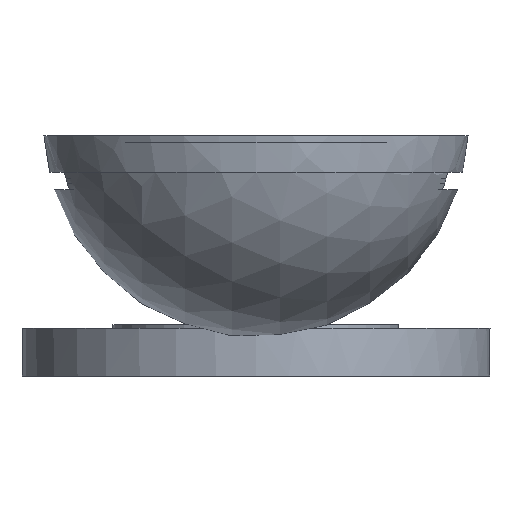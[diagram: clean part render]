
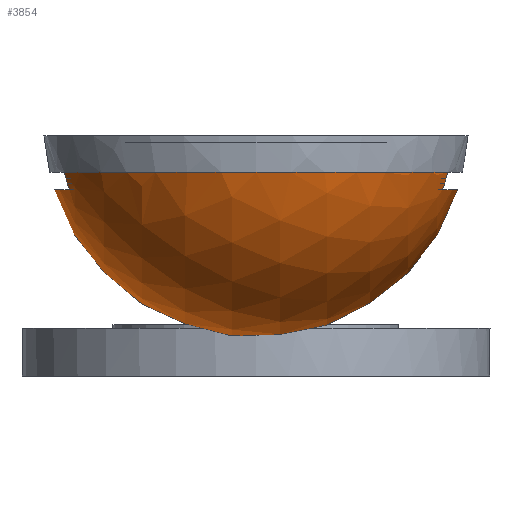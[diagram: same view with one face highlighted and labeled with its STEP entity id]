
A CAD part, left-side view. The second image highlights one B-rep face of the part: STEP entity #3854.
In plain terms, the highlighted spherical face has radius 49 mm.
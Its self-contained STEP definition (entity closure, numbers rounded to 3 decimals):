
#3217=CARTESIAN_POINT('',(18.,43.546,77.5));
#3218=VERTEX_POINT('',#3217);
#3219=CARTESIAN_POINT('',(18.,-43.546,77.5));
#3220=VERTEX_POINT('',#3219);
#3362=CARTESIAN_POINT('',(-18.,43.546,77.5));
#3363=VERTEX_POINT('',#3362);
#3364=CARTESIAN_POINT('',(-18.,-43.546,77.5));
#3365=VERTEX_POINT('',#3364);
#3468=CARTESIAN_POINT('',(-18.,-43.842,78.5));
#3469=VERTEX_POINT('',#3468);
#3470=CARTESIAN_POINT('',(-18.,0.,90.945));
#3471=DIRECTION('',(-1.,-0.,-0.));
#3472=DIRECTION('',(-0.,0.,1.));
#3473=AXIS2_PLACEMENT_3D('',#3470,#3471,#3472);
#3474=CIRCLE('',#3473,45.574);
#3475=EDGE_CURVE('',#3365,#3469,#3474,.T.);
#3493=CARTESIAN_POINT('',(18.,-43.054,76.));
#3494=VERTEX_POINT('',#3493);
#3502=CARTESIAN_POINT('',(-18.,-43.054,76.));
#3503=VERTEX_POINT('',#3502);
#3510=CARTESIAN_POINT('',(0.,-0.,76.));
#3511=DIRECTION('',(0.,0.,-1.));
#3512=DIRECTION('',(-1.,0.,0.));
#3513=AXIS2_PLACEMENT_3D('',#3510,#3511,#3512);
#3514=CIRCLE('',#3513,46.665);
#3515=EDGE_CURVE('',#3494,#3503,#3514,.T.);
#3525=CARTESIAN_POINT('',(18.,-43.842,78.5));
#3526=VERTEX_POINT('',#3525);
#3527=CARTESIAN_POINT('',(18.,0.,90.945));
#3528=DIRECTION('',(1.,0.,0.));
#3529=DIRECTION('',(-0.,0.,1.));
#3530=AXIS2_PLACEMENT_3D('',#3527,#3528,#3529);
#3531=CIRCLE('',#3530,45.574);
#3532=EDGE_CURVE('',#3526,#3220,#3531,.T.);
#3550=CARTESIAN_POINT('',(18.,43.842,78.5));
#3551=VERTEX_POINT('',#3550);
#3552=CARTESIAN_POINT('',(18.,-0.,90.945));
#3553=DIRECTION('',(1.,0.,0.));
#3554=DIRECTION('',(-0.,0.,1.));
#3555=AXIS2_PLACEMENT_3D('',#3552,#3553,#3554);
#3556=CIRCLE('',#3555,45.574);
#3557=EDGE_CURVE('',#3218,#3551,#3556,.T.);
#3576=CARTESIAN_POINT('',(18.,43.054,76.));
#3577=VERTEX_POINT('',#3576);
#3578=CARTESIAN_POINT('',(18.,-0.,90.945));
#3579=DIRECTION('',(1.,0.,0.));
#3580=DIRECTION('',(0.,0.,-1.));
#3581=AXIS2_PLACEMENT_3D('',#3578,#3579,#3580);
#3582=CIRCLE('',#3581,45.574);
#3583=EDGE_CURVE('',#3577,#3218,#3582,.T.);
#3595=CARTESIAN_POINT('',(18.,-0.,90.945));
#3596=DIRECTION('',(1.,0.,0.));
#3597=DIRECTION('',(0.,0.,-1.));
#3598=AXIS2_PLACEMENT_3D('',#3595,#3596,#3597);
#3599=CIRCLE('',#3598,45.574);
#3600=EDGE_CURVE('',#3220,#3494,#3599,.T.);
#3611=CARTESIAN_POINT('',(-18.,43.054,76.));
#3612=VERTEX_POINT('',#3611);
#3621=CARTESIAN_POINT('',(0.,-0.,76.));
#3622=DIRECTION('',(0.,0.,-1.));
#3623=DIRECTION('',(-1.,0.,0.));
#3624=AXIS2_PLACEMENT_3D('',#3621,#3622,#3623);
#3625=CIRCLE('',#3624,46.665);
#3626=EDGE_CURVE('',#3612,#3577,#3625,.T.);
#3636=CARTESIAN_POINT('',(-18.,-0.,90.945));
#3637=DIRECTION('',(-1.,0.,0.));
#3638=DIRECTION('',(0.,0.,1.));
#3639=AXIS2_PLACEMENT_3D('',#3636,#3637,#3638);
#3640=CIRCLE('',#3639,45.574);
#3641=EDGE_CURVE('',#3363,#3612,#3640,.T.);
#3644=CARTESIAN_POINT('',(-18.,-0.,90.945));
#3645=DIRECTION('',(-1.,0.,0.));
#3646=DIRECTION('',(0.,0.,1.));
#3647=AXIS2_PLACEMENT_3D('',#3644,#3645,#3646);
#3648=CIRCLE('',#3647,45.574);
#3649=EDGE_CURVE('',#3503,#3365,#3648,.T.);
#3665=CARTESIAN_POINT('',(-18.,43.842,78.5));
#3666=VERTEX_POINT('',#3665);
#3667=CARTESIAN_POINT('',(-18.,-0.,90.945));
#3668=DIRECTION('',(-1.,-0.,-0.));
#3669=DIRECTION('',(-0.,0.,1.));
#3670=AXIS2_PLACEMENT_3D('',#3667,#3668,#3669);
#3671=CIRCLE('',#3670,45.574);
#3672=EDGE_CURVE('',#3666,#3363,#3671,.T.);
#3734=CARTESIAN_POINT('',(18.,44.24,80.));
#3735=VERTEX_POINT('',#3734);
#3742=CARTESIAN_POINT('',(18.,-0.,90.945));
#3743=DIRECTION('',(1.,0.,0.));
#3744=DIRECTION('',(0.,0.,-1.));
#3745=AXIS2_PLACEMENT_3D('',#3742,#3743,#3744);
#3746=CIRCLE('',#3745,45.574);
#3747=EDGE_CURVE('',#3551,#3735,#3746,.T.);
#3750=CARTESIAN_POINT('',(18.,-44.24,80.));
#3751=VERTEX_POINT('',#3750);
#3752=CARTESIAN_POINT('',(18.,-0.,90.945));
#3753=DIRECTION('',(1.,0.,0.));
#3754=DIRECTION('',(0.,0.,-1.));
#3755=AXIS2_PLACEMENT_3D('',#3752,#3753,#3754);
#3756=CIRCLE('',#3755,45.574);
#3757=EDGE_CURVE('',#3751,#3526,#3756,.T.);
#3784=CARTESIAN_POINT('',(-18.,-44.24,80.));
#3785=VERTEX_POINT('',#3784);
#3792=CARTESIAN_POINT('',(-18.,-0.,90.945));
#3793=DIRECTION('',(-1.,0.,0.));
#3794=DIRECTION('',(0.,0.,1.));
#3795=AXIS2_PLACEMENT_3D('',#3792,#3793,#3794);
#3796=CIRCLE('',#3795,45.574);
#3797=EDGE_CURVE('',#3469,#3785,#3796,.T.);
#3800=CARTESIAN_POINT('',(-18.,44.24,80.));
#3801=VERTEX_POINT('',#3800);
#3802=CARTESIAN_POINT('',(-18.,-0.,90.945));
#3803=DIRECTION('',(-1.,0.,0.));
#3804=DIRECTION('',(0.,0.,1.));
#3805=AXIS2_PLACEMENT_3D('',#3802,#3803,#3804);
#3806=CIRCLE('',#3805,45.574);
#3807=EDGE_CURVE('',#3801,#3666,#3806,.T.);
#3819=CARTESIAN_POINT('',(0.,-0.,90.945));
#3820=DIRECTION('',(-0.,-1.,0.));
#3821=DIRECTION('',(1.,-0.,-0.));
#3822=AXIS2_PLACEMENT_3D('',#3819,#3820,#3821);
#3823=SPHERICAL_SURFACE('',#3822,49.);
#3824=CARTESIAN_POINT('',(0.,-0.,80.));
#3825=DIRECTION('',(0.,0.,1.));
#3826=DIRECTION('',(1.,0.,-0.));
#3827=AXIS2_PLACEMENT_3D('',#3824,#3825,#3826);
#3828=CIRCLE('',#3827,47.762);
#3829=EDGE_CURVE('',#3801,#3785,#3828,.T.);
#3830=ORIENTED_EDGE('',*,*,#3829,.F.);
#3831=ORIENTED_EDGE('',*,*,#3807,.T.);
#3832=ORIENTED_EDGE('',*,*,#3672,.T.);
#3833=ORIENTED_EDGE('',*,*,#3641,.T.);
#3834=ORIENTED_EDGE('',*,*,#3626,.T.);
#3835=ORIENTED_EDGE('',*,*,#3583,.T.);
#3836=ORIENTED_EDGE('',*,*,#3557,.T.);
#3837=ORIENTED_EDGE('',*,*,#3747,.T.);
#3838=CARTESIAN_POINT('',(0.,-0.,80.));
#3839=DIRECTION('',(0.,0.,1.));
#3840=DIRECTION('',(1.,0.,-0.));
#3841=AXIS2_PLACEMENT_3D('',#3838,#3839,#3840);
#3842=CIRCLE('',#3841,47.762);
#3843=EDGE_CURVE('',#3751,#3735,#3842,.T.);
#3844=ORIENTED_EDGE('',*,*,#3843,.F.);
#3845=ORIENTED_EDGE('',*,*,#3757,.T.);
#3846=ORIENTED_EDGE('',*,*,#3532,.T.);
#3847=ORIENTED_EDGE('',*,*,#3600,.T.);
#3848=ORIENTED_EDGE('',*,*,#3515,.T.);
#3849=ORIENTED_EDGE('',*,*,#3649,.T.);
#3850=ORIENTED_EDGE('',*,*,#3475,.T.);
#3851=ORIENTED_EDGE('',*,*,#3797,.T.);
#3852=EDGE_LOOP('',(#3830,#3831,#3832,#3833,#3834,#3835,#3836,#3837,#3844,#3845,#3846,#3847,#3848,#3849,#3850,#3851));
#3853=FACE_BOUND('',#3852,.T.);
#3854=ADVANCED_FACE('',(#3853),#3823,.T.);
